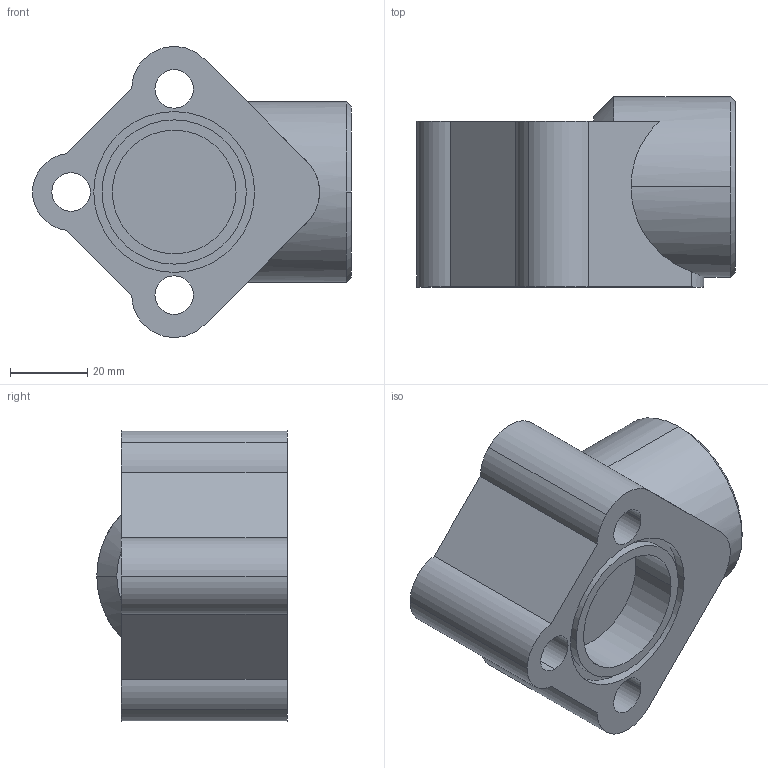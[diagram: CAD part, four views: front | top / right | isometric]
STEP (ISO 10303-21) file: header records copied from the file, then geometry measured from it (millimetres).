
FILE_DESCRIPTION(('STEP AP203'),'1');
FILE_NAME('b3-107.stp','2022-03-14T16:32:38',('TraceParts'),('TraceParts S.A.'),'Spatial InterOp 3D',' ',' ');
FILE_SCHEMA(('CONFIG_CONTROL_DESIGN'));
Length unit declared in the file: millimetre
Products named in the file (1): 1
Bounding box: 82.75 x 49.4 x 75.42 mm (x, y, z)
Volume: 132443.6 mm3; surface area: 26458.7 mm2
Topology: 1 solids, 1 shells, 41 faces, 105 edges, 70 vertices
Faces by surface type: cylinder 23, plane 12, cone 6
Entity records: 1351 total; most frequent: DIRECTION 245, CARTESIAN_POINT 242, ORIENTED_EDGE 210, EDGE_CURVE 105, AXIS2_PLACEMENT_3D 101, VERTEX_POINT 70, CIRCLE 55, EDGE_LOOP 51
